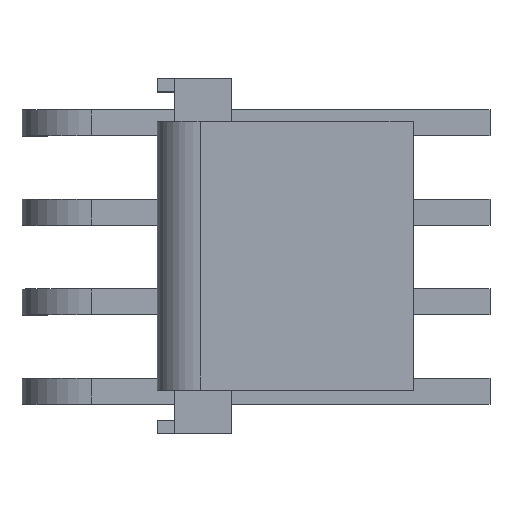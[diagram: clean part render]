
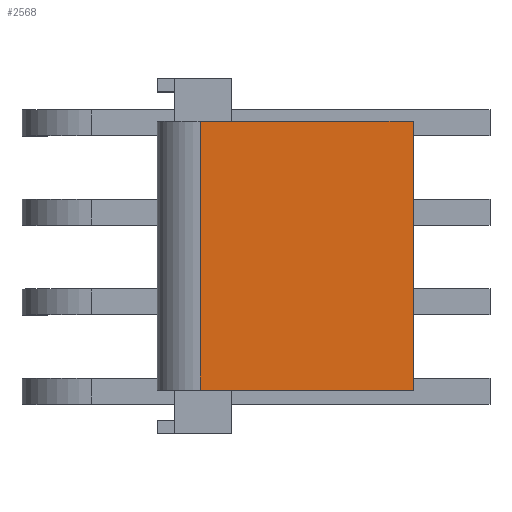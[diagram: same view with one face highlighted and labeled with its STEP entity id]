
A CAD part, top view. The second image highlights one B-rep face of the part: STEP entity #2568.
In plain terms, the highlighted planar face has unit normal (0, 0, 1).
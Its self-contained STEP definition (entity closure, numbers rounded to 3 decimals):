
#1588 = VERTEX_POINT('',#1589);
#1589 = CARTESIAN_POINT('',(16.739,0.041,
    10.004));
#1595 = EDGE_CURVE('',#1596,#1588,#1598,.T.);
#1596 = VERTEX_POINT('',#1597);
#1597 = CARTESIAN_POINT('',(7.315,0.041,
    10.004));
#1598 = LINE('',#1599,#1600);
#1599 = CARTESIAN_POINT('',(7.315,0.041,
    10.004));
#1600 = VECTOR('',#1601,1.);
#1601 = DIRECTION('',(1.,0.,0.));
#2456 = VERTEX_POINT('',#2457);
#2457 = CARTESIAN_POINT('',(7.315,-11.846,
    10.004));
#2464 = EDGE_CURVE('',#2456,#2465,#2467,.T.);
#2465 = VERTEX_POINT('',#2466);
#2466 = CARTESIAN_POINT('',(16.739,-11.846,
    10.004));
#2467 = LINE('',#2468,#2469);
#2468 = CARTESIAN_POINT('',(7.315,-11.846,
    10.004));
#2469 = VECTOR('',#2470,1.);
#2470 = DIRECTION('',(1.,0.,0.));
#2557 = EDGE_CURVE('',#1596,#2456,#2558,.T.);
#2558 = LINE('',#2559,#2560);
#2559 = CARTESIAN_POINT('',(7.315,0.041,
    10.004));
#2560 = VECTOR('',#2561,1.);
#2561 = DIRECTION('',(0.,-1.,0.));
#2568 = ADVANCED_FACE('',(#2569),#2580,.T.);
#2569 = FACE_BOUND('',#2570,.F.);
#2570 = EDGE_LOOP('',(#2571,#2572,#2578,#2579));
#2571 = ORIENTED_EDGE('',*,*,#1595,.T.);
#2572 = ORIENTED_EDGE('',*,*,#2573,.T.);
#2573 = EDGE_CURVE('',#1588,#2465,#2574,.T.);
#2574 = LINE('',#2575,#2576);
#2575 = CARTESIAN_POINT('',(16.739,0.041,
    10.004));
#2576 = VECTOR('',#2577,1.);
#2577 = DIRECTION('',(0.,-1.,0.));
#2578 = ORIENTED_EDGE('',*,*,#2464,.F.);
#2579 = ORIENTED_EDGE('',*,*,#2557,.F.);
#2580 = PLANE('',#2581);
#2581 = AXIS2_PLACEMENT_3D('',#2582,#2583,#2584);
#2582 = CARTESIAN_POINT('',(7.315,0.041,
    10.004));
#2583 = DIRECTION('',(0.,0.,1.));
#2584 = DIRECTION('',(1.,0.,0.));
